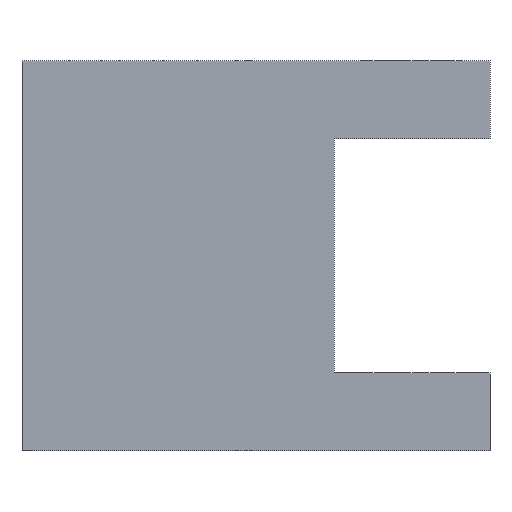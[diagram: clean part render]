
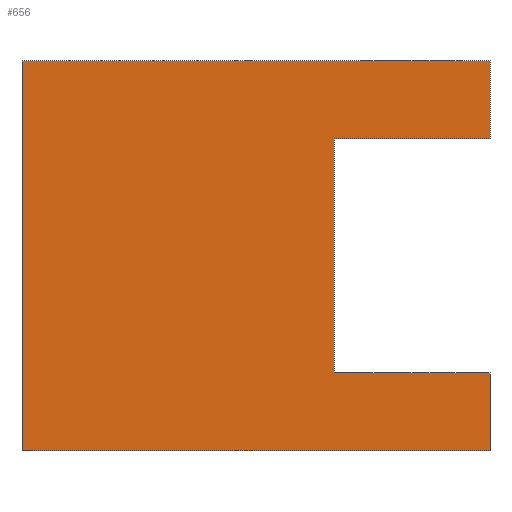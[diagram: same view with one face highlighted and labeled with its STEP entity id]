
A CAD part, front view. The second image highlights one B-rep face of the part: STEP entity #656.
In plain terms, the highlighted planar face has unit normal (0, -1, 0).
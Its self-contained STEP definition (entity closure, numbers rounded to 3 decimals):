
#17 = DIRECTION ( 'NONE',  ( 0., 0., 1. ) ) ;
#19 = LINE ( 'NONE', #190, #245 ) ;
#27 = CARTESIAN_POINT ( 'NONE',  ( 30., -30., 10. ) ) ;
#30 = EDGE_CURVE ( 'NONE', #562, #683, #330, .T. ) ;
#38 = DIRECTION ( 'NONE',  ( 1., 0., 0. ) ) ;
#42 = CARTESIAN_POINT ( 'NONE',  ( -30., -30., -40. ) ) ;
#49 = VERTEX_POINT ( 'NONE', #207 ) ;
#52 = ORIENTED_EDGE ( 'NONE', *, *, #529, .F. ) ;
#71 = VERTEX_POINT ( 'NONE', #388 ) ;
#108 = ORIENTED_EDGE ( 'NONE', *, *, #517, .F. ) ;
#121 = CARTESIAN_POINT ( 'NONE',  ( 30., -30., -40. ) ) ;
#126 = AXIS2_PLACEMENT_3D ( 'NONE', #580, #688, #17 ) ;
#187 = VECTOR ( 'NONE', #370, 1000. ) ;
#190 = CARTESIAN_POINT ( 'NONE',  ( -30., -30., 10. ) ) ;
#192 = VECTOR ( 'NONE', #663, 1000. ) ;
#207 = CARTESIAN_POINT ( 'NONE',  ( 10., -30., 0. ) ) ;
#214 = VECTOR ( 'NONE', #367, 1000. ) ;
#245 = VECTOR ( 'NONE', #291, 1000. ) ;
#248 = DIRECTION ( 'NONE',  ( 0., 0., -1. ) ) ;
#281 = DIRECTION ( 'NONE',  ( 0., 0., -1. ) ) ;
#291 = DIRECTION ( 'NONE',  ( 0., 0., -1. ) ) ;
#312 = EDGE_CURVE ( 'NONE', #620, #382, #532, .T. ) ;
#330 = LINE ( 'NONE', #558, #192 ) ;
#342 = VECTOR ( 'NONE', #38, 1000. ) ;
#351 = DIRECTION ( 'NONE',  ( 1., 0., 0. ) ) ;
#367 = DIRECTION ( 'NONE',  ( 0., 0., 1. ) ) ;
#370 = DIRECTION ( 'NONE',  ( -1., 0., 0. ) ) ;
#382 = VERTEX_POINT ( 'NONE', #535 ) ;
#386 = EDGE_CURVE ( 'NONE', #49, #382, #485, .T. ) ;
#388 = CARTESIAN_POINT ( 'NONE',  ( -30., -30., 10. ) ) ;
#393 = EDGE_LOOP ( 'NONE', ( #630, #108, #548, #394, #465, #629, #52, #559 ) ) ;
#394 = ORIENTED_EDGE ( 'NONE', *, *, #553, .F. ) ;
#395 = VECTOR ( 'NONE', #248, 1000. ) ;
#399 = EDGE_CURVE ( 'NONE', #555, #562, #651, .T. ) ;
#407 = FACE_OUTER_BOUND ( 'NONE', #393, .T. ) ;
#418 = CARTESIAN_POINT ( 'NONE',  ( -30., -30., 0. ) ) ;
#465 = ORIENTED_EDGE ( 'NONE', *, *, #399, .T. ) ;
#466 = CARTESIAN_POINT ( 'NONE',  ( 10., -30., -30. ) ) ;
#482 = LINE ( 'NONE', #704, #568 ) ;
#485 = LINE ( 'NONE', #418, #678 ) ;
#517 = EDGE_CURVE ( 'NONE', #71, #620, #708, .T. ) ;
#523 = PLANE ( 'NONE',  #126 ) ;
#527 = CARTESIAN_POINT ( 'NONE',  ( -30., -30., 10. ) ) ;
#529 = EDGE_CURVE ( 'NONE', #49, #683, #482, .T. ) ;
#532 = LINE ( 'NONE', #27, #395 ) ;
#535 = CARTESIAN_POINT ( 'NONE',  ( 30., -30., 0. ) ) ;
#548 = ORIENTED_EDGE ( 'NONE', *, *, #719, .T. ) ;
#553 = EDGE_CURVE ( 'NONE', #555, #617, #710, .T. ) ;
#555 = VERTEX_POINT ( 'NONE', #121 ) ;
#558 = CARTESIAN_POINT ( 'NONE',  ( 30., -30., -30. ) ) ;
#559 = ORIENTED_EDGE ( 'NONE', *, *, #386, .T. ) ;
#562 = VERTEX_POINT ( 'NONE', #715 ) ;
#568 = VECTOR ( 'NONE', #281, 1000. ) ;
#580 = CARTESIAN_POINT ( 'NONE',  ( -30., -30., 10. ) ) ;
#582 = CARTESIAN_POINT ( 'NONE',  ( 30., -30., -40. ) ) ;
#608 = CARTESIAN_POINT ( 'NONE',  ( 30., -30., 10. ) ) ;
#617 = VERTEX_POINT ( 'NONE', #42 ) ;
#620 = VERTEX_POINT ( 'NONE', #608 ) ;
#629 = ORIENTED_EDGE ( 'NONE', *, *, #30, .T. ) ;
#630 = ORIENTED_EDGE ( 'NONE', *, *, #312, .F. ) ;
#651 = LINE ( 'NONE', #582, #214 ) ;
#656 = ADVANCED_FACE ( 'NONE', ( #407 ), #523, .F. ) ;
#663 = DIRECTION ( 'NONE',  ( -1., 0., 0. ) ) ;
#672 = CARTESIAN_POINT ( 'NONE',  ( 30., -30., -40. ) ) ;
#678 = VECTOR ( 'NONE', #351, 1000. ) ;
#683 = VERTEX_POINT ( 'NONE', #466 ) ;
#688 = DIRECTION ( 'NONE',  ( 0., 1., 0. ) ) ;
#704 = CARTESIAN_POINT ( 'NONE',  ( 10., -30., 10. ) ) ;
#708 = LINE ( 'NONE', #527, #342 ) ;
#710 = LINE ( 'NONE', #672, #187 ) ;
#715 = CARTESIAN_POINT ( 'NONE',  ( 30., -30., -30. ) ) ;
#719 = EDGE_CURVE ( 'NONE', #71, #617, #19, .T. ) ;
